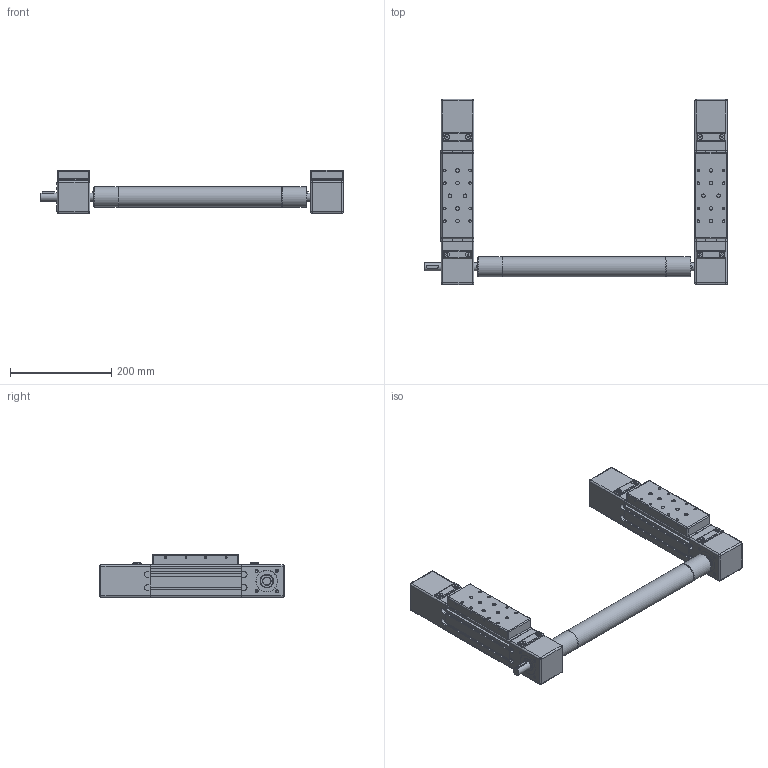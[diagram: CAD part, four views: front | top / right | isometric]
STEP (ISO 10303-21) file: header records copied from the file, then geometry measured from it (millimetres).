
FILE_DESCRIPTION((''),'2;1');
FILE_NAME('MTJ 65 S DOUBLE OSR 19 1L ASM.stp','2011-05-23T10:47:12',('Matej'),(''),'Autodesk Inventor 2011','Autodesk Inventor 2011','');
FILE_SCHEMA(('AUTOMOTIVE_DESIGN { 1 0 10303 214 1 1 1 1 }'));
Length unit declared in the file: millimetre
Products named in the file (11): MTJ 65 S DOUBLE OSR 19 1L ASM; MTJ 65 S DOUBLE OSR 19 1L; MTJ MRJ 65 S TIP 2; PROFIL MTJ IN MRJ 65 S; VOZIČEK MTJ IN MRJ 65 S; NAPENJALNI DEL MTJ IN MRJ 65; POGONSKI DEL MTJ IN MRJ 65 TIP 2; MTJ MRJ 65 S TIP 1L; POGONSKI DEL MTJ IN MRJ 65 TIP 1L; SKLOPKA OSR 19; ROR OSR 19
Assembly tree (14 placements, depth 4):
  MTJ 65 S DOUBLE OSR 19 1L ASM
    MTJ 65 S DOUBLE OSR 19 1L
      MTJ MRJ 65 S TIP 2
        PROFIL MTJ IN MRJ 65 S
        VOZIČEK MTJ IN MRJ 65 S
        NAPENJALNI DEL MTJ IN MRJ 65
        POGONSKI DEL MTJ IN MRJ 65 TIP 2
      MTJ MRJ 65 S TIP 1L
        PROFIL MTJ IN MRJ 65 S
        VOZIČEK MTJ IN MRJ 65 S
        NAPENJALNI DEL MTJ IN MRJ 65
        POGONSKI DEL MTJ IN MRJ 65 TIP 1L
      SKLOPKA OSR 19  x2
      ROR OSR 19
Bounding box: 597.5 x 365 x 85 mm (x, y, z)
Volume: 3697269.6 mm3; surface area: 503724.7 mm2
Topology: 11 solids, 21 shells, 1474 faces, 3630 edges, 2238 vertices
Faces by surface type: plane 888, cylinder 420, cone 123, sphere 24, torus 19
Full cylindrical faces by diameter (mm): 1 x2, 3.242 x16, 4.134 x8, 4.917 x32, 5 x4, 5.2 x4, 6 x4, 7 x12, 8 x2, 10 x20, 16 x3, 22 x2, 25 x4, 26 x4, 27.86 x2, 40 x3, 42 x4, 42.9 x4
Entity records: 35829 total; most frequent: DIRECTION 6300, CARTESIAN_POINT 5909, ORIENTED_EDGE 5484, EDGE_CURVE 2742, AXIS2_PLACEMENT_3D 2305, VERTEX_POINT 1806, VECTOR 1690, LINE 1690
